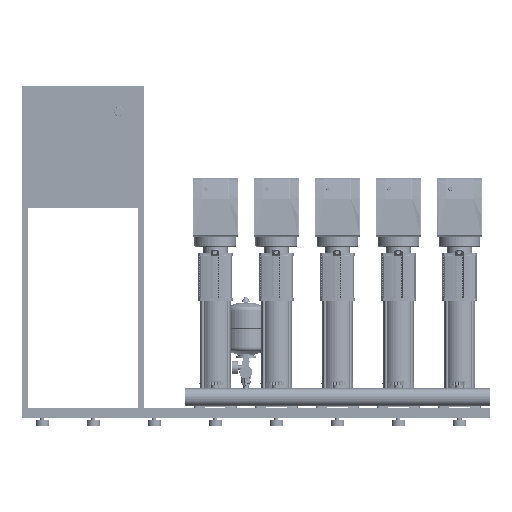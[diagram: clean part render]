
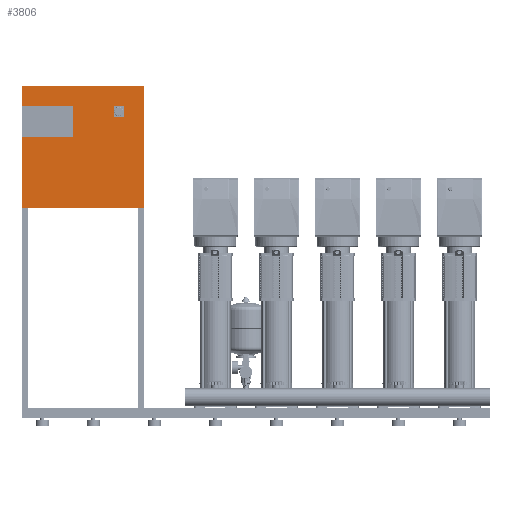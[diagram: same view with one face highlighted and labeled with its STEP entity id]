
A CAD part, front view. The second image highlights one B-rep face of the part: STEP entity #3806.
In plain terms, the highlighted planar face has unit normal (0, -1, 0).
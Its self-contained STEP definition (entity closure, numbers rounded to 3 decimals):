
#3238=CARTESIAN_POINT('',(-800.0,-235.,1420.));
#3239=VERTEX_POINT('',#3238);
#3246=CARTESIAN_POINT('',(-550.0,-235.,1420.));
#3247=VERTEX_POINT('',#3246);
#3248=CARTESIAN_POINT('',(-550.0,-235.,1420.));
#3249=DIRECTION('',(-1.0,0.0,0.0));
#3250=VECTOR('',#3249,250.0);
#3251=LINE('',#3248,#3250);
#3252=EDGE_CURVE('',#3247,#3239,#3251,.T.);
#3277=CARTESIAN_POINT('',(-550.0,-235.,1570.));
#3278=VERTEX_POINT('',#3277);
#3279=CARTESIAN_POINT('',(-550.0,-235.,1570.));
#3280=DIRECTION('',(0.0,0.0,-1.0));
#3281=VECTOR('',#3280,150.0);
#3282=LINE('',#3279,#3281);
#3283=EDGE_CURVE('',#3278,#3247,#3282,.T.);
#3308=CARTESIAN_POINT('',(-800.,-235.,1570.));
#3309=VERTEX_POINT('',#3308);
#3310=CARTESIAN_POINT('',(-800.,-235.,1570.));
#3311=DIRECTION('',(1.0,0.0,0.0));
#3312=VECTOR('',#3311,250.);
#3313=LINE('',#3310,#3312);
#3314=EDGE_CURVE('',#3309,#3278,#3313,.T.);
#3350=CARTESIAN_POINT('',(-800.,-235.0,1670.));
#3351=VERTEX_POINT('',#3350);
#3352=CARTESIAN_POINT('',(-800.,-235.,1570.));
#3353=DIRECTION('',(0.0,0.0,1.0));
#3354=VECTOR('',#3353,100.0);
#3355=LINE('',#3352,#3354);
#3356=EDGE_CURVE('',#3309,#3351,#3355,.T.);
#3374=CARTESIAN_POINT('',(-800.0,-235.,1070.0));
#3375=VERTEX_POINT('',#3374);
#3382=CARTESIAN_POINT('',(-800.0,-235.,1070.0));
#3383=DIRECTION('',(0.0,0.0,1.0));
#3384=VECTOR('',#3383,350.);
#3385=LINE('',#3382,#3384);
#3386=EDGE_CURVE('',#3375,#3239,#3385,.T.);
#3621=CARTESIAN_POINT('',(-200.0,-235.0,1670.));
#3622=VERTEX_POINT('',#3621);
#3623=CARTESIAN_POINT('',(-800.,-235.0,1670.));
#3624=DIRECTION('',(1.0,0.0,0.0));
#3625=VECTOR('',#3624,600.);
#3626=LINE('',#3623,#3625);
#3627=EDGE_CURVE('',#3351,#3622,#3626,.T.);
#3675=CARTESIAN_POINT('',(-200.0,-235.,1070.0));
#3676=VERTEX_POINT('',#3675);
#3683=CARTESIAN_POINT('',(-200.0,-235.,1070.0));
#3684=DIRECTION('',(-1.0,0.0,0.0));
#3685=VECTOR('',#3684,600.0);
#3686=LINE('',#3683,#3685);
#3687=EDGE_CURVE('',#3676,#3375,#3686,.T.);
#3700=CARTESIAN_POINT('',(-200.0,-235.0,1670.));
#3701=DIRECTION('',(0.0,0.0,-1.0));
#3702=VECTOR('',#3701,600.);
#3703=LINE('',#3700,#3702);
#3704=EDGE_CURVE('',#3622,#3676,#3703,.T.);
#3791=CARTESIAN_POINT('',(-500.,-235.,1370.));
#3792=DIRECTION('',(0.0,-1.0,0.0));
#3793=DIRECTION('',(1.0,0.0,0.0));
#3794=AXIS2_PLACEMENT_3D('',#3791,#3792,#3793);
#3795=PLANE('',#3794);
#3796=ORIENTED_EDGE('',*,*,#3252,.T.);
#3797=ORIENTED_EDGE('',*,*,#3386,.F.);
#3798=ORIENTED_EDGE('',*,*,#3687,.F.);
#3799=ORIENTED_EDGE('',*,*,#3704,.F.);
#3800=ORIENTED_EDGE('',*,*,#3627,.F.);
#3801=ORIENTED_EDGE('',*,*,#3356,.F.);
#3802=ORIENTED_EDGE('',*,*,#3314,.T.);
#3803=ORIENTED_EDGE('',*,*,#3283,.T.);
#3804=EDGE_LOOP('',(#3796,#3797,#3798,#3799,#3800,#3801,#3802,#3803));
#3805=FACE_OUTER_BOUND('',#3804,.T.);
#3806=ADVANCED_FACE('',(#3805),#3795,.T.);
